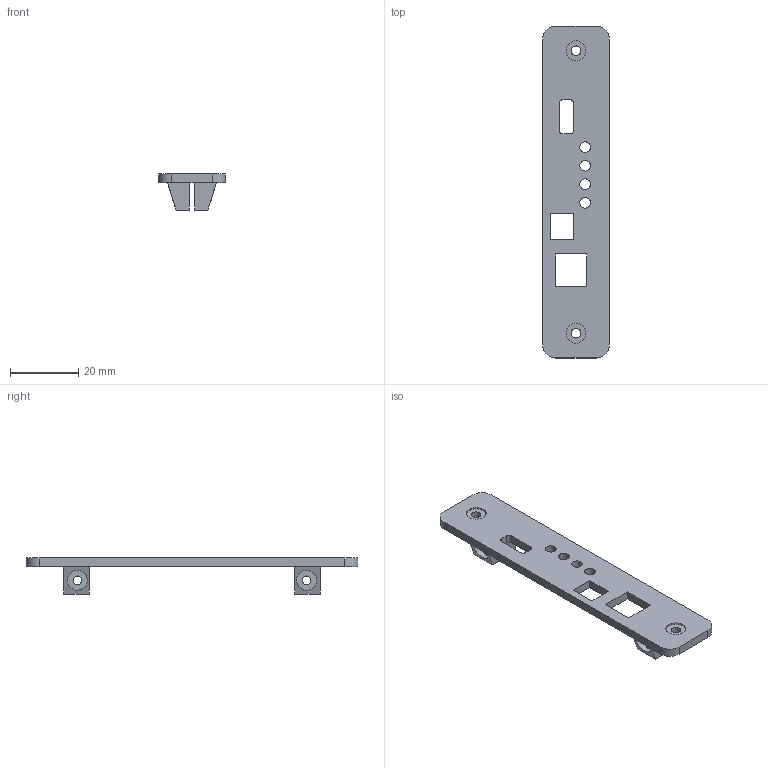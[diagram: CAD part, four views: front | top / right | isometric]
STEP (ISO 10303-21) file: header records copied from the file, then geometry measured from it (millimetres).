
FILE_DESCRIPTION(('FreeCAD Model'),'2;1');
FILE_NAME('Open CASCADE Shape Model','2023-11-28T11:48:18',(''),(''), 'Open CASCADE STEP processor 7.6','FreeCAD','Unknown');
FILE_SCHEMA(('AUTOMOTIVE_DESIGN { 1 0 10303 214 1 1 1 1 }'));
Length unit declared in the file: millimetre
Products named in the file (1): Fennec End
Bounding box: 19.5 x 97.03 x 10.54 mm (x, y, z)
Volume: 5193.7 mm3; surface area: 5189.7 mm2
Topology: 1 solids, 1 shells, 64 faces, 162 edges, 108 vertices
Faces by surface type: plane 42, cylinder 22
Full cylindrical faces by diameter (mm): 2.54 x4, 2.794 x2, 3.125 x4, 5.842 x4
Entity records: 4228 total; most frequent: CARTESIAN_POINT 809, DIRECTION 648, LINE 394, VECTOR 394, ORIENTED_EDGE 324, PCURVE 324, DEFINITIONAL_REPRESENTATION 324, EDGE_CURVE 162
